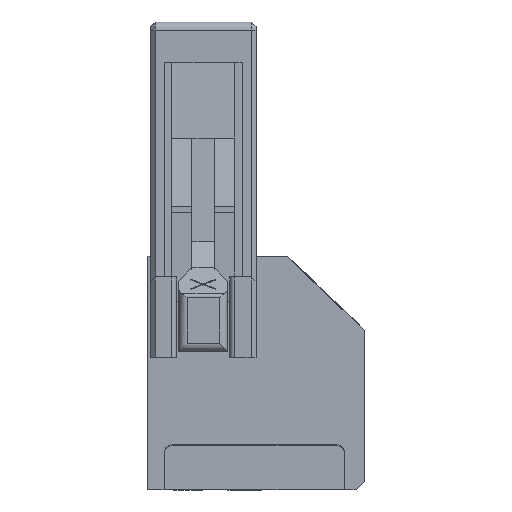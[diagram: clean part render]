
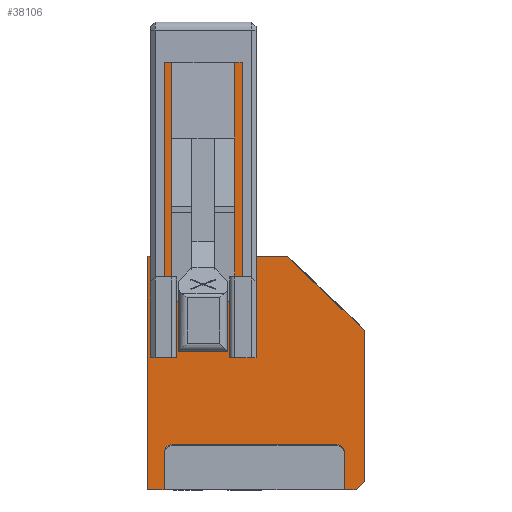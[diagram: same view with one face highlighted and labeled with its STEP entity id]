
A CAD part, left-side view. The second image highlights one B-rep face of the part: STEP entity #38106.
In plain terms, the highlighted planar face has unit normal (-1, 0, 0).
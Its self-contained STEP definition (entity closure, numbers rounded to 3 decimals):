
#26407=CARTESIAN_POINT('',(-12.76,2.275,-26.2));
#26408=VERTEX_POINT('',#26407);
#26409=CARTESIAN_POINT('',(-12.76,2.775,-26.7));
#26410=VERTEX_POINT('',#26409);
#26411=CARTESIAN_POINT('',(-12.76,2.275,-26.7));
#26412=DIRECTION('',(0.,0.,1.));
#26413=DIRECTION('',(-1.,0.,0.));
#26414=AXIS2_PLACEMENT_3D('',#26411,#26413,#26412);
#26415=CIRCLE('',#26414,0.5);
#26416=EDGE_CURVE('',#26408,#26410,#26415,.T.);
#26449=CARTESIAN_POINT('',(-12.76,-8.425,-26.7));
#26450=VERTEX_POINT('',#26449);
#26451=CARTESIAN_POINT('',(-12.76,-7.925,-26.2));
#26452=VERTEX_POINT('',#26451);
#26453=CARTESIAN_POINT('',(-12.76,-7.925,-26.7));
#26454=DIRECTION('',(0.,-1.,0.));
#26455=DIRECTION('',(-1.,0.,0.));
#26456=AXIS2_PLACEMENT_3D('',#26453,#26455,#26454);
#26457=CIRCLE('',#26456,0.5);
#26458=EDGE_CURVE('',#26450,#26452,#26457,.T.);
#26547=CARTESIAN_POINT('',(-12.76,3.775,-29.));
#26548=VERTEX_POINT('',#26547);
#26549=CARTESIAN_POINT('',(-12.76,3.775,-14.5));
#26550=VERTEX_POINT('',#26549);
#26551=CARTESIAN_POINT('',(-12.76,3.775,-29.));
#26552=DIRECTION('',(0.,0.,1.));
#26553=VECTOR('',#26552,14.5);
#26554=LINE('',#26551,#26553);
#26555=EDGE_CURVE('',#26548,#26550,#26554,.T.);
#27110=CARTESIAN_POINT('',(-12.76,2.775,-29.));
#27111=VERTEX_POINT('',#27110);
#27118=CARTESIAN_POINT('',(-12.76,2.775,-29.));
#27119=DIRECTION('',(0.,1.,0.));
#27120=VECTOR('',#27119,1.);
#27121=LINE('',#27118,#27120);
#27122=EDGE_CURVE('',#27111,#26548,#27121,.T.);
#27509=CARTESIAN_POINT('',(-12.76,2.775,-26.7));
#27510=DIRECTION('',(0.,0.,-1.));
#27511=VECTOR('',#27510,2.3);
#27512=LINE('',#27509,#27511);
#27513=EDGE_CURVE('',#26410,#27111,#27512,.T.);
#28135=CARTESIAN_POINT('',(-12.76,-8.425,-29.));
#28136=VERTEX_POINT('',#28135);
#28143=CARTESIAN_POINT('',(-12.76,-8.425,-29.));
#28144=DIRECTION('',(0.,0.,1.));
#28145=VECTOR('',#28144,2.3);
#28146=LINE('',#28143,#28145);
#28147=EDGE_CURVE('',#28136,#26450,#28146,.T.);
#28705=CARTESIAN_POINT('',(-12.76,-9.125,-29.));
#28706=VERTEX_POINT('',#28705);
#28713=CARTESIAN_POINT('',(-12.76,-9.125,-29.));
#28714=DIRECTION('',(0.,1.,0.));
#28715=VECTOR('',#28714,0.7);
#28716=LINE('',#28713,#28715);
#28717=EDGE_CURVE('',#28706,#28136,#28716,.T.);
#28759=CARTESIAN_POINT('',(-12.76,-9.625,-28.5));
#28760=VERTEX_POINT('',#28759);
#28767=CARTESIAN_POINT('',(-12.76,-9.625,-28.5));
#28768=DIRECTION('',(0.,0.707,-0.707));
#28769=VECTOR('',#28768,0.707);
#28770=LINE('',#28767,#28769);
#28771=EDGE_CURVE('',#28760,#28706,#28770,.T.);
#28790=CARTESIAN_POINT('',(-12.76,-9.625,-19.1));
#28791=VERTEX_POINT('',#28790);
#28798=CARTESIAN_POINT('',(-12.76,-9.625,-19.1));
#28799=DIRECTION('',(0.,0.,-1.));
#28800=VECTOR('',#28799,9.4);
#28801=LINE('',#28798,#28800);
#28802=EDGE_CURVE('',#28791,#28760,#28801,.T.);
#37849=CARTESIAN_POINT('',(-12.76,-7.925,-26.2));
#37850=DIRECTION('',(0.,1.,0.));
#37851=VECTOR('',#37850,10.2);
#37852=LINE('',#37849,#37851);
#37853=EDGE_CURVE('',#26452,#26408,#37852,.T.);
#38011=CARTESIAN_POINT('',(-12.76,-2.925,-14.499));
#38012=DIRECTION('',(0.,0.,-1.));
#38013=DIRECTION('',(-1.,-0.,-0.));
#38014=AXIS2_PLACEMENT_3D('',#38011,#38013,#38012);
#38015=PLANE('',#38014);
#38016=CARTESIAN_POINT('',(-12.76,-2.925,-20.8));
#38017=VERTEX_POINT('',#38016);
#38018=CARTESIAN_POINT('',(-12.76,-2.075,-20.8));
#38019=VERTEX_POINT('',#38018);
#38020=CARTESIAN_POINT('',(-12.76,-2.925,-20.8));
#38021=DIRECTION('',(0.,1.,0.));
#38022=VECTOR('',#38021,0.85);
#38023=LINE('',#38020,#38022);
#38024=EDGE_CURVE('',#38017,#38019,#38023,.T.);
#38025=ORIENTED_EDGE('',*,*,#38024,.T.);
#38026=CARTESIAN_POINT('',(-12.76,-2.075,0.));
#38027=VERTEX_POINT('',#38026);
#38028=CARTESIAN_POINT('',(-12.76,-2.075,-20.8));
#38029=DIRECTION('',(0.,0.,1.));
#38030=VECTOR('',#38029,20.8);
#38031=LINE('',#38028,#38030);
#38032=EDGE_CURVE('',#38019,#38027,#38031,.T.);
#38033=ORIENTED_EDGE('',*,*,#38032,.T.);
#38034=CARTESIAN_POINT('',(-12.76,2.775,0.));
#38035=VERTEX_POINT('',#38034);
#38036=CARTESIAN_POINT('',(-12.76,-2.075,0.));
#38037=DIRECTION('',(0.,1.,0.));
#38038=VECTOR('',#38037,4.85);
#38039=LINE('',#38036,#38038);
#38040=EDGE_CURVE('',#38027,#38035,#38039,.T.);
#38041=ORIENTED_EDGE('',*,*,#38040,.T.);
#38042=CARTESIAN_POINT('',(-12.76,2.775,-20.8));
#38043=VERTEX_POINT('',#38042);
#38044=CARTESIAN_POINT('',(-12.76,2.775,0.));
#38045=DIRECTION('',(0.,0.,-1.));
#38046=VECTOR('',#38045,20.8);
#38047=LINE('',#38044,#38046);
#38048=EDGE_CURVE('',#38035,#38043,#38047,.T.);
#38049=ORIENTED_EDGE('',*,*,#38048,.T.);
#38050=CARTESIAN_POINT('',(-12.76,3.625,-20.8));
#38051=VERTEX_POINT('',#38050);
#38052=CARTESIAN_POINT('',(-12.76,2.775,-20.8));
#38053=DIRECTION('',(0.,1.,0.));
#38054=VECTOR('',#38053,0.85);
#38055=LINE('',#38052,#38054);
#38056=EDGE_CURVE('',#38043,#38051,#38055,.T.);
#38057=ORIENTED_EDGE('',*,*,#38056,.T.);
#38058=CARTESIAN_POINT('',(-12.76,3.625,-14.5));
#38059=VERTEX_POINT('',#38058);
#38060=CARTESIAN_POINT('',(-12.76,3.625,-20.8));
#38061=DIRECTION('',(0.,0.,1.));
#38062=VECTOR('',#38061,6.3);
#38063=LINE('',#38060,#38062);
#38064=EDGE_CURVE('',#38051,#38059,#38063,.T.);
#38065=ORIENTED_EDGE('',*,*,#38064,.T.);
#38066=CARTESIAN_POINT('',(-12.76,3.625,-14.5));
#38067=DIRECTION('',(0.,1.,0.));
#38068=VECTOR('',#38067,0.15);
#38069=LINE('',#38066,#38068);
#38070=EDGE_CURVE('',#38059,#26550,#38069,.T.);
#38071=ORIENTED_EDGE('',*,*,#38070,.T.);
#38072=ORIENTED_EDGE('',*,*,#26555,.F.);
#38073=ORIENTED_EDGE('',*,*,#27122,.F.);
#38074=ORIENTED_EDGE('',*,*,#27513,.F.);
#38075=ORIENTED_EDGE('',*,*,#26416,.F.);
#38076=ORIENTED_EDGE('',*,*,#37853,.F.);
#38077=ORIENTED_EDGE('',*,*,#26458,.F.);
#38078=ORIENTED_EDGE('',*,*,#28147,.F.);
#38079=ORIENTED_EDGE('',*,*,#28717,.F.);
#38080=ORIENTED_EDGE('',*,*,#28771,.F.);
#38081=ORIENTED_EDGE('',*,*,#28802,.F.);
#38082=CARTESIAN_POINT('',(-12.76,-4.825,-14.5));
#38083=VERTEX_POINT('',#38082);
#38084=CARTESIAN_POINT('',(-12.76,-9.625,-19.1));
#38085=DIRECTION('',(0.,0.722,0.692));
#38086=VECTOR('',#38085,6.648);
#38087=LINE('',#38084,#38086);
#38088=EDGE_CURVE('',#28791,#38083,#38087,.T.);
#38089=ORIENTED_EDGE('',*,*,#38088,.T.);
#38090=CARTESIAN_POINT('',(-12.76,-2.925,-14.5));
#38091=VERTEX_POINT('',#38090);
#38092=CARTESIAN_POINT('',(-12.76,-4.825,-14.5));
#38093=DIRECTION('',(0.,1.,0.));
#38094=VECTOR('',#38093,1.9);
#38095=LINE('',#38092,#38094);
#38096=EDGE_CURVE('',#38083,#38091,#38095,.T.);
#38097=ORIENTED_EDGE('',*,*,#38096,.T.);
#38098=CARTESIAN_POINT('',(-12.76,-2.925,-14.5));
#38099=DIRECTION('',(0.,0.,-1.));
#38100=VECTOR('',#38099,6.3);
#38101=LINE('',#38098,#38100);
#38102=EDGE_CURVE('',#38091,#38017,#38101,.T.);
#38103=ORIENTED_EDGE('',*,*,#38102,.T.);
#38104=EDGE_LOOP('',(#38025,#38033,#38041,#38049,#38057,#38065,#38071,#38072,#38073,#38074,#38075,#38076,#38077,#38078,#38079,#38080,#38081,#38089,#38097,#38103));
#38105=FACE_OUTER_BOUND('',#38104,.T.);
#38106=ADVANCED_FACE('',(#38105),#38015,.T.);
